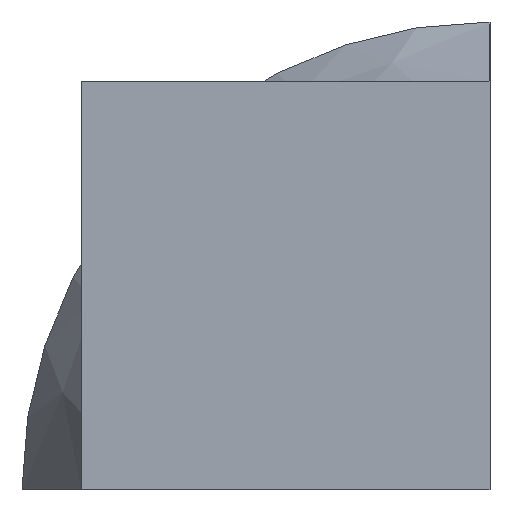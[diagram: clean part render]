
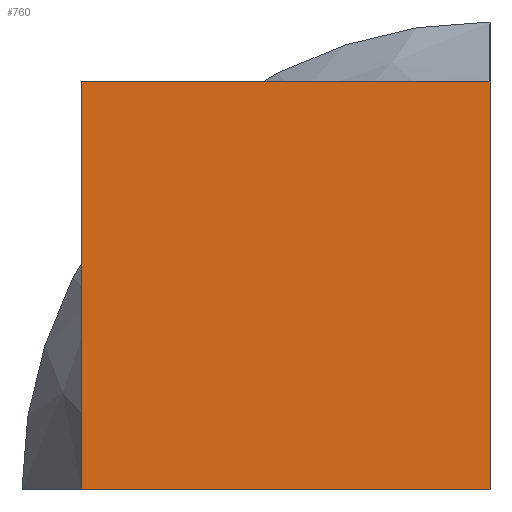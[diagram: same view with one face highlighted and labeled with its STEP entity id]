
A CAD part, front view. The second image highlights one B-rep face of the part: STEP entity #760.
In plain terms, the highlighted planar face has unit normal (0, -1, 0).
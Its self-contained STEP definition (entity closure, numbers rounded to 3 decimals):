
#33 = DIRECTION ( 'NONE',  ( 0., 0., 1. ) ) ;
#34 = EDGE_CURVE ( 'NONE', #663, #1012, #1290, .T. ) ;
#73 = VERTEX_POINT ( 'NONE', #1181 ) ;
#76 = CARTESIAN_POINT ( 'NONE',  ( -80., 0., 80. ) ) ;
#118 = EDGE_CURVE ( 'NONE', #1309, #73, #1101, .T. ) ;
#145 = DIRECTION ( 'NONE',  ( 0., 0., -1. ) ) ;
#197 = EDGE_CURVE ( 'NONE', #1012, #73, #1014, .T. ) ;
#296 = VECTOR ( 'NONE', #1231, 1000. ) ;
#359 = ORIENTED_EDGE ( 'NONE', *, *, #197, .F. ) ;
#360 = CARTESIAN_POINT ( 'NONE',  ( 0., 0., 0. ) ) ;
#374 = CARTESIAN_POINT ( 'NONE',  ( 0., 0., 0. ) ) ;
#386 = DIRECTION ( 'NONE',  ( -1., 0., 0. ) ) ;
#431 = VECTOR ( 'NONE', #386, 1000. ) ;
#454 = AXIS2_PLACEMENT_3D ( 'NONE', #695, #1291, #145 ) ;
#572 = ORIENTED_EDGE ( 'NONE', *, *, #34, .F. ) ;
#573 = EDGE_CURVE ( 'NONE', #1309, #663, #1324, .T. ) ;
#592 = DIRECTION ( 'NONE',  ( 1., 0., 0. ) ) ;
#663 = VERTEX_POINT ( 'NONE', #937 ) ;
#695 = CARTESIAN_POINT ( 'NONE',  ( 0., 0., 0. ) ) ;
#743 = CARTESIAN_POINT ( 'NONE',  ( -80., 0., 80. ) ) ;
#760 = ADVANCED_FACE ( 'NONE', ( #808 ), #1307, .T. ) ;
#808 = FACE_OUTER_BOUND ( 'NONE', #960, .T. ) ;
#937 = CARTESIAN_POINT ( 'NONE',  ( -80., 0., 0. ) ) ;
#960 = EDGE_LOOP ( 'NONE', ( #1142, #1016, #359, #572 ) ) ;
#973 = CARTESIAN_POINT ( 'NONE',  ( -80., 0., 80. ) ) ;
#1012 = VERTEX_POINT ( 'NONE', #743 ) ;
#1014 = LINE ( 'NONE', #76, #1294 ) ;
#1016 = ORIENTED_EDGE ( 'NONE', *, *, #118, .T. ) ;
#1018 = VECTOR ( 'NONE', #33, 1000. ) ;
#1101 = LINE ( 'NONE', #1125, #296 ) ;
#1125 = CARTESIAN_POINT ( 'NONE',  ( 0., 0., 0. ) ) ;
#1142 = ORIENTED_EDGE ( 'NONE', *, *, #573, .F. ) ;
#1181 = CARTESIAN_POINT ( 'NONE',  ( 0., 0., 80. ) ) ;
#1231 = DIRECTION ( 'NONE',  ( 0., 0., 1. ) ) ;
#1290 = LINE ( 'NONE', #973, #1018 ) ;
#1291 = DIRECTION ( 'NONE',  ( 0., -1., 0. ) ) ;
#1294 = VECTOR ( 'NONE', #592, 1000. ) ;
#1307 = PLANE ( 'NONE',  #454 ) ;
#1309 = VERTEX_POINT ( 'NONE', #374 ) ;
#1324 = LINE ( 'NONE', #360, #431 ) ;
